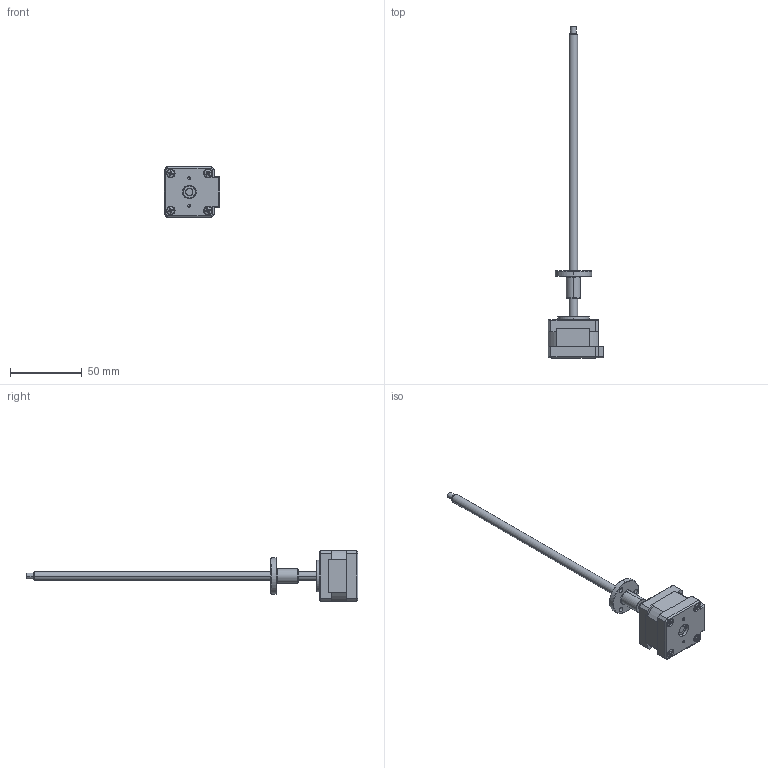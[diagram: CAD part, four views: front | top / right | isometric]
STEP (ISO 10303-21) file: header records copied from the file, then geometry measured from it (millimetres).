
FILE_DESCRIPTION (( 'STEP AP203' ), '1' );
FILE_NAME ('LE141S-W0601-200-AR1-S-100.STEP', '2018-07-16T09:21:15', ( '' ), ( '' ), 'SwSTEP 2.0', 'SolidWorks 2014', '' );
FILE_SCHEMA (( 'CONFIG_CONTROL_DESIGN' ));
Length unit declared in the file: millimetre
Products named in the file (4): LE14HS1P4100-BR50; W0601佪裝; 圆形普通螺母AR1_圆形螺母A3; LE141S-W0601-200-AR1-S-100
Assembly tree (3 placements, depth 2):
  LE141S-W0601-200-AR1-S-100
    LE14HS1P4100-BR50
    W0601佪裝
    圆形普通螺母AR1_圆形螺母A3
Bounding box: 38.7 x 231.75 x 35 mm (x, y, z)
Volume: 30147.3 mm3; surface area: 30020.2 mm2
Topology: 17 solids, 17 shells, 1475 faces, 4026 edges, 2639 vertices
Faces by surface type: cylinder 820, plane 496, cone 105, torus 34, bspline 12, sphere 8
Entity records: 61675 total; most frequent: CARTESIAN_POINT 24372, ORIENTED_EDGE 8044, DIRECTION 7665, EDGE_CURVE 4022, AXIS2_PLACEMENT_3D 2824, VERTEX_POINT 2639, LINE 2017, VECTOR 2017
